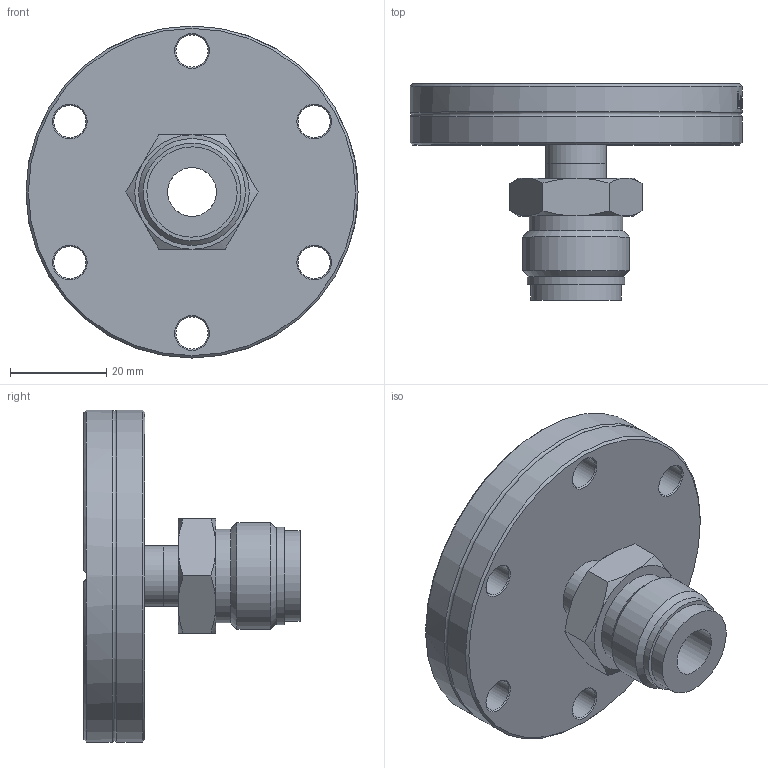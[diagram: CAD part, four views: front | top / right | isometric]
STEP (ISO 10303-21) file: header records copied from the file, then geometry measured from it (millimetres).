
FILE_DESCRIPTION(/* description */ (''),/* implementation_level */ '2;1');
FILE_NAME(/* name */ 'FL-VCR50-40CF.stp',/* time_stamp */ '2019-03-04T14:05:38+00:00',/* author */ ('paul'),/* organization */ (''),/* preprocessor_version */ 'ST-DEVELOPER v17.2',/* originating_system */ 'Autodesk Inventor 2019',/* authorisation */ '');
FILE_SCHEMA (('AUTOMOTIVE_DESIGN { 1 0 10303 214 3 1 1 }'));
Products named in the file (5): FL-VCR25-16CF; FL-40CF; 6LV-8-VCR-3S-8TB7; Ext tube; ss-8-vcr-4
Assembly tree (4 placements, depth 2):
  FL-VCR25-16CF
    FL-40CF
    6LV-8-VCR-3S-8TB7
    Ext tube
    ss-8-vcr-4
Bounding box: 69.1 x 45 x 69.1 mm (x, y, z)
Volume: 48717.6 mm3; surface area: 18884.3 mm2
Topology: 4 solids, 4 shells, 165 faces, 436 edges, 290 vertices
Faces by surface type: plane 62, bspline 41, cone 31, cylinder 30, torus 1
Full cylindrical faces by diameter (mm): 6.7 x6, 10.16 x2, 12.649 x1, 12.7 x2, 15.24 x1, 15.494 x1, 18.796 x1, 19.558 x1, 20.32 x1, 22.225 x1, 48.26 x1, 69.1 x2
Entity records: 6829 total; most frequent: CARTESIAN_POINT 2672, ORIENTED_EDGE 872, DIRECTION 751, EDGE_CURVE 436, AXIS2_PLACEMENT_3D 298, VERTEX_POINT 290, EDGE_LOOP 196, FACE_OUTER_BOUND 165
